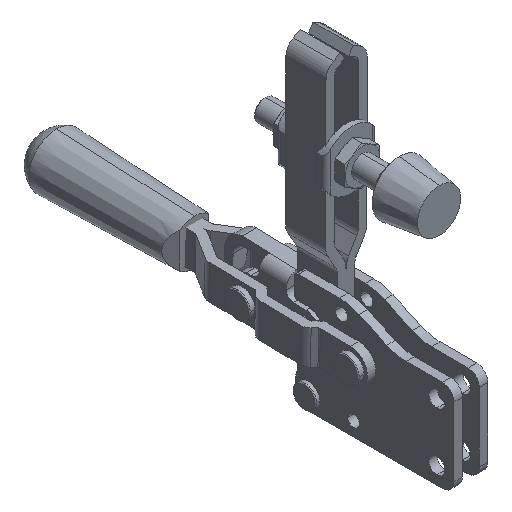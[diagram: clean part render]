
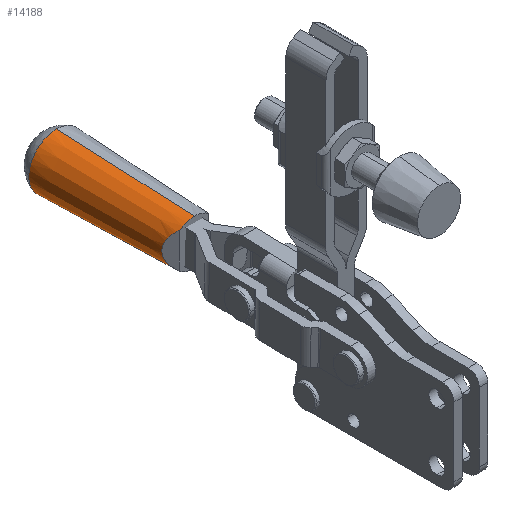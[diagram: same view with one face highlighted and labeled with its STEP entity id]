
A CAD part, isometric view. The second image highlights one B-rep face of the part: STEP entity #14188.
In plain terms, the highlighted conical face has half-angle 1.841 degrees and reference radius 13.925 mm.
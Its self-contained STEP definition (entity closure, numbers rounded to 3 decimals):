
#14053=CARTESIAN_POINT('Line Origine',(0.,499398.949,24028.668)) ;
#14057=CARTESIAN_POINT('Vertex',(0.,229.117,56.063)) ;
#14059=CARTESIAN_POINT('Vertex',(0.,152.966,52.406)) ;
#14071=CARTESIAN_POINT('Vertex',(0.,153.369,27.009)) ;
#14074=CARTESIAN_POINT('Line Origine',(0.,499908.607,-8104.08)) ;
#14078=CARTESIAN_POINT('Vertex',(0.,229.598,25.769)) ;
#14109=CARTESIAN_POINT('Control Point',(-8.,153.011,49.57)) ;
#14110=CARTESIAN_POINT('Control Point',(-7.051,152.999,50.34)) ;
#14111=CARTESIAN_POINT('Control Point',(-6.009,152.988,50.995)) ;
#14112=CARTESIAN_POINT('Control Point',(-4.893,152.98,51.522)) ;
#14113=CARTESIAN_POINT('Control Point',(-3.238,152.971,52.07)) ;
#14114=CARTESIAN_POINT('Control Point',(-1.525,152.967,52.33)) ;
#14115=CARTESIAN_POINT('Control Point',(-1.018,152.966,52.381)) ;
#14116=CARTESIAN_POINT('Control Point',(-0.509,152.966,52.406)) ;
#14117=CARTESIAN_POINT('Control Point',(0.,152.966,52.406)) ;
#14118=CARTESIAN_POINT('Vertex',(-8.,153.011,49.57)) ;
#14125=CARTESIAN_POINT('Vertex',(-8.,153.324,29.845)) ;
#14129=CARTESIAN_POINT('Control Point',(0.,153.369,27.009)) ;
#14130=CARTESIAN_POINT('Control Point',(-0.713,153.369,27.009)) ;
#14131=CARTESIAN_POINT('Control Point',(-1.427,153.368,27.059)) ;
#14132=CARTESIAN_POINT('Control Point',(-2.135,153.366,27.16)) ;
#14133=CARTESIAN_POINT('Control Point',(-3.832,153.361,27.523)) ;
#14134=CARTESIAN_POINT('Control Point',(-5.447,153.35,28.169)) ;
#14135=CARTESIAN_POINT('Control Point',(-6.355,153.343,28.643)) ;
#14136=CARTESIAN_POINT('Control Point',(-7.21,153.334,29.205)) ;
#14137=CARTESIAN_POINT('Control Point',(-8.,153.324,29.845)) ;
#14148=CARTESIAN_POINT('Axis2P3D Location',(0.,191.262,40.312)) ;
#14154=CARTESIAN_POINT('Control Point',(-8.,153.324,29.845)) ;
#14155=CARTESIAN_POINT('Control Point',(-9.791,155.092,31.252)) ;
#14156=CARTESIAN_POINT('Control Point',(-11.281,156.554,33.069)) ;
#14157=CARTESIAN_POINT('Control Point',(-12.329,157.568,35.203)) ;
#14158=CARTESIAN_POINT('Control Point',(-13.233,158.41,39.142)) ;
#14159=CARTESIAN_POINT('Control Point',(-12.586,157.701,43.065)) ;
#14160=CARTESIAN_POINT('Control Point',(-12.042,157.131,44.645)) ;
#14161=CARTESIAN_POINT('Control Point',(-10.936,155.993,46.662)) ;
#14162=CARTESIAN_POINT('Control Point',(-9.427,154.457,48.343)) ;
#14163=CARTESIAN_POINT('Control Point',(-8.977,154.,48.784)) ;
#14164=CARTESIAN_POINT('Control Point',(-8.5,153.517,49.193)) ;
#14165=CARTESIAN_POINT('Control Point',(-8.,153.011,49.57)) ;
#14167=CARTESIAN_POINT('Axis2P3D Location',(0.,229.358,40.916)) ;
#14171=CARTESIAN_POINT('Vertex',(-15.149,229.358,40.916)) ;
#14174=CARTESIAN_POINT('Axis2P3D Location',(0.,229.358,40.916)) ;
#14054=DIRECTION('Vector Direction',(0.,0.999,0.048)) ;
#14075=DIRECTION('Vector Direction',(0.,1.,-0.016)) ;
#14149=DIRECTION('Axis2P3D Direction',(0.,1.,0.016)) ;
#14150=DIRECTION('Axis2P3D XDirection',(0.,0.016,-1.)) ;
#14168=DIRECTION('Axis2P3D Direction',(-0.,1.,0.016)) ;
#14175=DIRECTION('Axis2P3D Direction',(-0.,1.,0.016)) ;
#14151=AXIS2_PLACEMENT_3D('Cone Axis2P3D',#14148,#14149,#14150) ;
#14169=AXIS2_PLACEMENT_3D('Circle Axis2P3D',#14167,#14168,$) ;
#14176=AXIS2_PLACEMENT_3D('Circle Axis2P3D',#14174,#14175,$) ;
#14180=ORIENTED_EDGE('',*,*,#14080,.F.) ;
#14181=ORIENTED_EDGE('',*,*,#14138,.T.) ;
#14182=ORIENTED_EDGE('',*,*,#14166,.T.) ;
#14183=ORIENTED_EDGE('',*,*,#14120,.T.) ;
#14184=ORIENTED_EDGE('',*,*,#14061,.F.) ;
#14185=ORIENTED_EDGE('',*,*,#14173,.F.) ;
#14186=ORIENTED_EDGE('',*,*,#14178,.F.) ;
#14055=VECTOR('Line Direction',#14054,1.) ;
#14076=VECTOR('Line Direction',#14075,1.) ;
#14188=ADVANCED_FACE('250301_1\\Volumenk\X2\00F6\X0\rper1',(#14187),#14152,.T.) ;
#14108=B_SPLINE_CURVE_WITH_KNOTS('',5,(#14109,#14110,#14111,#14112,#14113,#14114,#14115,#14116,#14117),.UNSPECIFIED.,.F.,.U.,(6,3,6),(0.,8.641,12.239),.UNSPECIFIED.) ;
#14128=B_SPLINE_CURVE_WITH_KNOTS('',5,(#14129,#14130,#14131,#14132,#14133,#14134,#14135,#14136,#14137),.UNSPECIFIED.,.F.,.U.,(6,3,6),(12.239,17.283,24.478),.UNSPECIFIED.) ;
#14153=B_SPLINE_CURVE_WITH_KNOTS('',5,(#14154,#14155,#14156,#14157,#14158,#14159,#14160,#14161,#14162,#14163,#14164,#14165),.UNSPECIFIED.,.F.,.U.,(6,3,3,6),(0.,91.495,157.439,182.99),.UNSPECIFIED.) ;
#14170=CIRCLE('generated circle',#14169,15.149) ;
#14177=CIRCLE('generated circle',#14176,15.149) ;
#14152=CONICAL_SURFACE('Cone',#14151,13.925,0.032) ;
#14061=EDGE_CURVE('',#14058,#14060,#14056,.F.) ;
#14080=EDGE_CURVE('',#14072,#14079,#14077,.T.) ;
#14120=EDGE_CURVE('',#14119,#14060,#14108,.T.) ;
#14138=EDGE_CURVE('',#14072,#14126,#14128,.T.) ;
#14166=EDGE_CURVE('',#14126,#14119,#14153,.T.) ;
#14173=EDGE_CURVE('',#14172,#14058,#14170,.T.) ;
#14178=EDGE_CURVE('',#14079,#14172,#14177,.T.) ;
#14179=EDGE_LOOP('',(#14180,#14181,#14182,#14183,#14184,#14185,#14186)) ;
#14187=FACE_OUTER_BOUND('',#14179,.T.) ;
#14056=LINE('Line',#14053,#14055) ;
#14077=LINE('Line',#14074,#14076) ;
#14058=VERTEX_POINT('',#14057) ;
#14060=VERTEX_POINT('',#14059) ;
#14072=VERTEX_POINT('',#14071) ;
#14079=VERTEX_POINT('',#14078) ;
#14119=VERTEX_POINT('',#14118) ;
#14126=VERTEX_POINT('',#14125) ;
#14172=VERTEX_POINT('',#14171) ;
